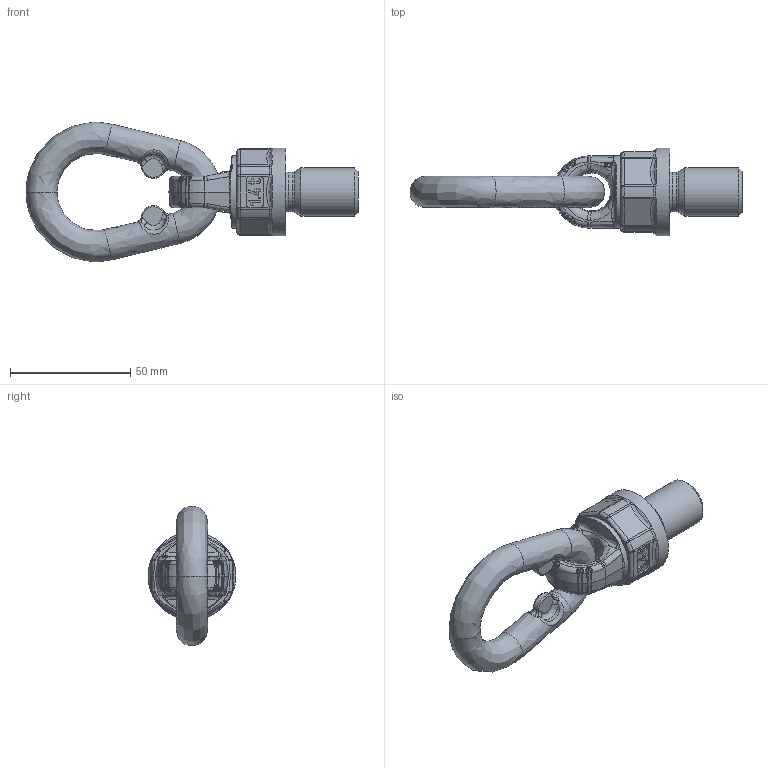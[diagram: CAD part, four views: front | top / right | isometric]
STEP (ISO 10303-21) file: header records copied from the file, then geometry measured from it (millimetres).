
FILE_DESCRIPTION((''),'2;1');
FILE_NAME('TP1_4_M20x30_senkrecht.stp','2012-03-27T09:40:16',('User'),('SDRC'),'I-DEAS Master Series 9','UNIX','Yes');
FILE_SCHEMA(('CONFIG_CONTROL_DESIGN', 'GEOMETRIC_VALIDATION_PROPERTIES_MIM','SHAPE_APPEARANCE_LAYER_MIM'));
Length unit declared in the file: millimetre
Bounding box: 138 x 36.5 x 57.95 mm (x, y, z)
Volume: 60088 mm3; surface area: 15969.4 mm2
Topology: 1 solids, 1 shells, 570 faces, 1420 edges, 837 vertices
Faces by surface type: bspline 570
Entity records: 23659 total; most frequent: CARTESIAN_POINT 14951, ORIENTED_EDGE 2788, EDGE_CURVE 1394, VERTEX_POINT 837, OVER_RIDING_STYLED_ITEM 671, EDGE_LOOP 587, FACE_OUTER_BOUND 570, ADVANCED_FACE 570
